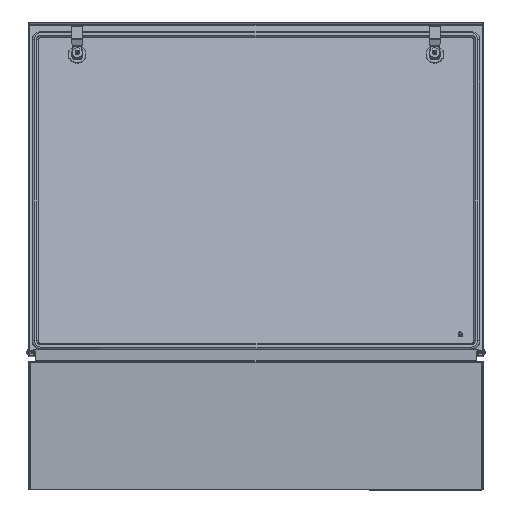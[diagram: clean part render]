
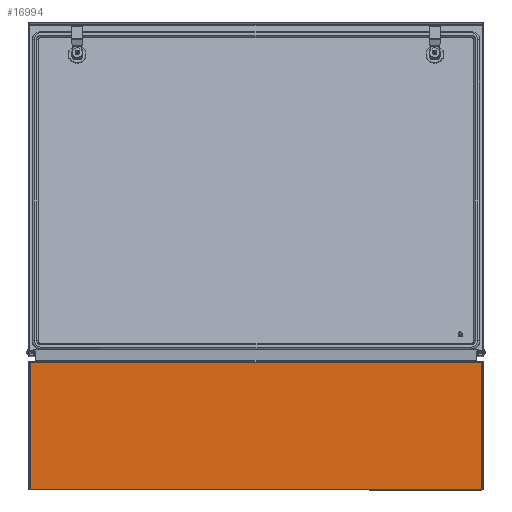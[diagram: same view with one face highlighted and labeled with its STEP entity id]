
A CAD part, left-side view. The second image highlights one B-rep face of the part: STEP entity #16994.
In plain terms, the highlighted planar face has unit normal (-1, 0, 0).
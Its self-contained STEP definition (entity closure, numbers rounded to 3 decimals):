
#437 = EDGE_CURVE ( 'NONE', #14104, #11323, #14490, .T. ) ;
#2130 = ORIENTED_EDGE ( 'NONE', *, *, #22948, .T. ) ;
#2497 = CARTESIAN_POINT ( 'NONE',  ( -456.583, 89.056, 226.4 ) ) ;
#3216 = DIRECTION ( 'NONE',  ( 0., 1., 0. ) ) ;
#5415 = VECTOR ( 'NONE', #23043, 1000. ) ;
#5490 = VERTEX_POINT ( 'NONE', #20728 ) ;
#6106 = CARTESIAN_POINT ( 'NONE',  ( -456.583, -707.844, 1. ) ) ;
#6905 = CARTESIAN_POINT ( 'NONE',  ( -456.583, 87.356, 1. ) ) ;
#7471 = VECTOR ( 'NONE', #7831, 1000. ) ;
#7831 = DIRECTION ( 'NONE',  ( 0., 1., 0. ) ) ;
#8740 = VECTOR ( 'NONE', #8932, 1000. ) ;
#8826 = LINE ( 'NONE', #9998, #7471 ) ;
#8932 = DIRECTION ( 'NONE',  ( 0., 0., -1. ) ) ;
#9006 = DIRECTION ( 'NONE',  ( 0., 0., -1. ) ) ;
#9338 = VECTOR ( 'NONE', #25575, 1000. ) ;
#9556 = VECTOR ( 'NONE', #21974, 1000. ) ;
#9998 = CARTESIAN_POINT ( 'NONE',  ( -456.583, 89.056, 1. ) ) ;
#10452 = CARTESIAN_POINT ( 'NONE',  ( -456.583, -707.844, 1. ) ) ;
#11323 = VERTEX_POINT ( 'NONE', #6905 ) ;
#11763 = VECTOR ( 'NONE', #3216, 1000. ) ;
#11830 = CARTESIAN_POINT ( 'NONE',  ( -456.583, 87.356, 224.7 ) ) ;
#12033 = ORIENTED_EDGE ( 'NONE', *, *, #17668, .T. ) ;
#12867 = ORIENTED_EDGE ( 'NONE', *, *, #437, .T. ) ;
#13423 = CARTESIAN_POINT ( 'NONE',  ( -456.583, -707.844, 224.7 ) ) ;
#14104 = VERTEX_POINT ( 'NONE', #11830 ) ;
#14123 = ORIENTED_EDGE ( 'NONE', *, *, #27858, .T. ) ;
#14490 = LINE ( 'NONE', #19656, #8740 ) ;
#14819 = CARTESIAN_POINT ( 'NONE',  ( -456.583, -707.761, 224.7 ) ) ;
#15422 = PLANE ( 'NONE',  #25017 ) ;
#15874 = EDGE_CURVE ( 'NONE', #19582, #14104, #16887, .T. ) ;
#16600 = VERTEX_POINT ( 'NONE', #14819 ) ;
#16887 = LINE ( 'NONE', #18726, #5415 ) ;
#16994 = ADVANCED_FACE ( 'NONE', ( #21174 ), #15422, .F. ) ;
#17119 = ORIENTED_EDGE ( 'NONE', *, *, #24010, .F. ) ;
#17491 = LINE ( 'NONE', #20254, #11763 ) ;
#17668 = EDGE_CURVE ( 'NONE', #16600, #19582, #17491, .T. ) ;
#18726 = CARTESIAN_POINT ( 'NONE',  ( -456.583, 89.056, 224.7 ) ) ;
#19582 = VERTEX_POINT ( 'NONE', #24567 ) ;
#19656 = CARTESIAN_POINT ( 'NONE',  ( -456.583, 87.356, 226.4 ) ) ;
#19835 = EDGE_LOOP ( 'NONE', ( #2130, #12033, #23067, #12867, #17119, #14123 ) ) ;
#19902 = VERTEX_POINT ( 'NONE', #10452 ) ;
#20254 = CARTESIAN_POINT ( 'NONE',  ( -456.583, -707.844, 224.7 ) ) ;
#20728 = CARTESIAN_POINT ( 'NONE',  ( -456.583, -707.844, 224.7 ) ) ;
#20991 = LINE ( 'NONE', #13423, #9556 ) ;
#21174 = FACE_OUTER_BOUND ( 'NONE', #19835, .T. ) ;
#21888 = DIRECTION ( 'NONE',  ( 1., 0., 0. ) ) ;
#21974 = DIRECTION ( 'NONE',  ( 0., 1., 0. ) ) ;
#22948 = EDGE_CURVE ( 'NONE', #5490, #16600, #20991, .T. ) ;
#23043 = DIRECTION ( 'NONE',  ( 0., 1., 0. ) ) ;
#23067 = ORIENTED_EDGE ( 'NONE', *, *, #15874, .T. ) ;
#24010 = EDGE_CURVE ( 'NONE', #19902, #11323, #8826, .T. ) ;
#24567 = CARTESIAN_POINT ( 'NONE',  ( -456.583, 87.273, 224.7 ) ) ;
#25017 = AXIS2_PLACEMENT_3D ( 'NONE', #2497, #21888, #9006 ) ;
#25575 = DIRECTION ( 'NONE',  ( 0., 0., 1. ) ) ;
#26513 = LINE ( 'NONE', #6106, #9338 ) ;
#27858 = EDGE_CURVE ( 'NONE', #19902, #5490, #26513, .T. ) ;
